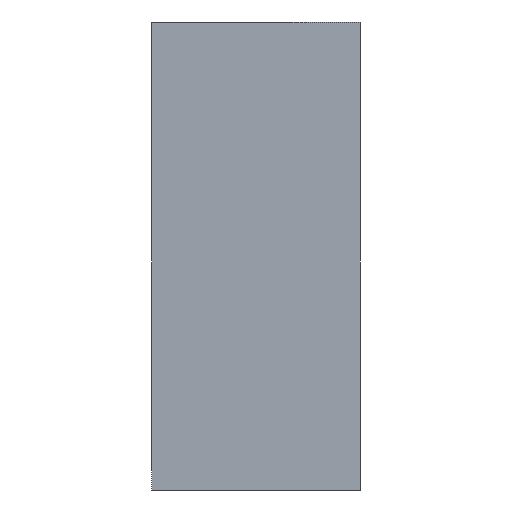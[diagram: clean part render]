
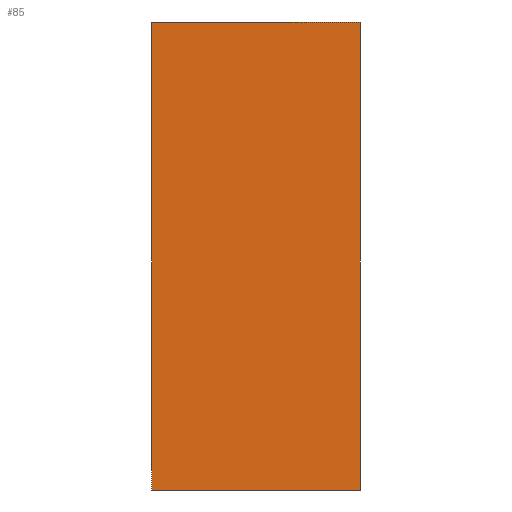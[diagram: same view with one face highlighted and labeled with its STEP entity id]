
A CAD part, left-side view. The second image highlights one B-rep face of the part: STEP entity #85.
In plain terms, the highlighted planar face has unit normal (-1, 0, 0).
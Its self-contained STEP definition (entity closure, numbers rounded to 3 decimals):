
#85 = ADVANCED_FACE( '', ( #110 ), #111, .F. );
#110 = FACE_OUTER_BOUND( '', #138, .T. );
#111 = PLANE( '', #139 );
#138 = EDGE_LOOP( '', ( #232, #233, #234, #235 ) );
#139 = AXIS2_PLACEMENT_3D( '', #236, #237, #238 );
#232 = ORIENTED_EDGE( '', *, *, #283, .T. );
#233 = ORIENTED_EDGE( '', *, *, #263, .F. );
#234 = ORIENTED_EDGE( '', *, *, #274, .F. );
#235 = ORIENTED_EDGE( '', *, *, #279, .T. );
#236 = CARTESIAN_POINT( '', ( -24.802, 8., -3.005 ) );
#237 = DIRECTION( '', ( 1., 0., 0. ) );
#238 = DIRECTION( '', ( 0., 0., -1. ) );
#263 = EDGE_CURVE( '', #301, #296, #303, .T. );
#274 = EDGE_CURVE( '', #322, #301, #324, .T. );
#279 = EDGE_CURVE( '', #322, #330, #332, .T. );
#283 = EDGE_CURVE( '', #330, #296, #338, .T. );
#296 = VERTEX_POINT( '', #356 );
#301 = VERTEX_POINT( '', #363 );
#303 = LINE( '', #366, #367 );
#322 = VERTEX_POINT( '', #393 );
#324 = LINE( '', #396, #397 );
#330 = VERTEX_POINT( '', #406 );
#332 = LINE( '', #409, #410 );
#338 = LINE( '', #419, #420 );
#356 = CARTESIAN_POINT( '', ( -24.802, 0., 14.995 ) );
#363 = CARTESIAN_POINT( '', ( -24.802, 8., 14.995 ) );
#366 = CARTESIAN_POINT( '', ( -24.802, 8., 14.995 ) );
#367 = VECTOR( '', #451, 1000. );
#393 = CARTESIAN_POINT( '', ( -24.802, 8., -3.005 ) );
#396 = CARTESIAN_POINT( '', ( -24.802, 8., -3.005 ) );
#397 = VECTOR( '', #466, 1000. );
#406 = CARTESIAN_POINT( '', ( -24.802, 0., -3.005 ) );
#409 = CARTESIAN_POINT( '', ( -24.802, 8., -3.005 ) );
#410 = VECTOR( '', #471, 1000. );
#419 = CARTESIAN_POINT( '', ( -24.802, 0., -3.005 ) );
#420 = VECTOR( '', #475, 1000. );
#451 = DIRECTION( '', ( 0., -1., 0. ) );
#466 = DIRECTION( '', ( 0., 0., 1. ) );
#471 = DIRECTION( '', ( 0., -1., 0. ) );
#475 = DIRECTION( '', ( 0., 0., 1. ) );
